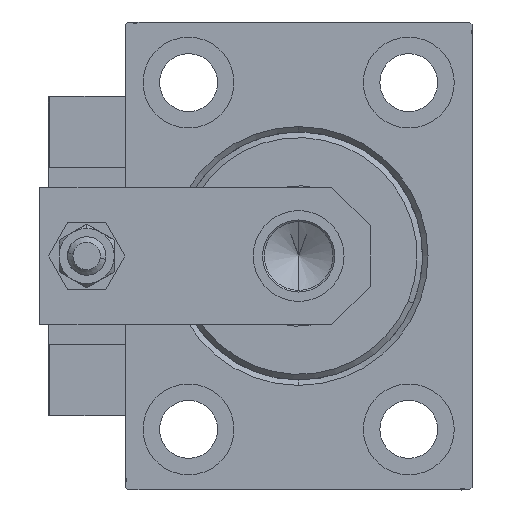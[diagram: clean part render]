
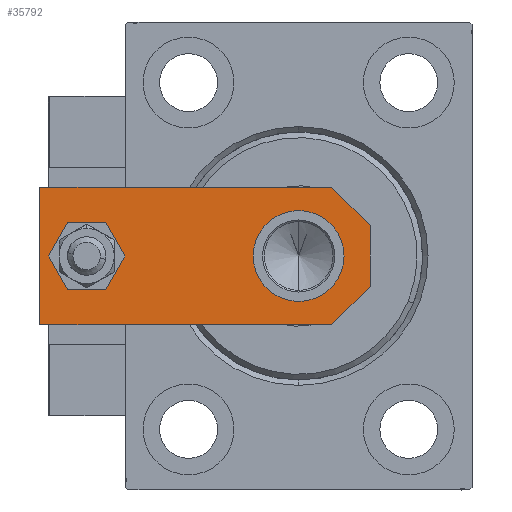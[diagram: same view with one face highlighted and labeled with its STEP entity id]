
A CAD part, left-side view. The second image highlights one B-rep face of the part: STEP entity #35792.
In plain terms, the highlighted face is planar.
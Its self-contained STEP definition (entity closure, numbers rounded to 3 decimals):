
#966 = AXIS2_PLACEMENT_3D ( 'NONE', #46592, #8141, #11241 ) ;
#1139 = CARTESIAN_POINT ( 'NONE',  ( 12.5, 0., 6. ) ) ;
#1198 = LINE ( 'NONE', #31720, #29493 ) ;
#1275 = VERTEX_POINT ( 'NONE', #47278 ) ;
#1513 = DIRECTION ( 'NONE',  ( 1., 0., 0. ) ) ;
#3929 = CARTESIAN_POINT ( 'NONE',  ( -5.5, 0., 6. ) ) ;
#4681 = EDGE_CURVE ( 'NONE', #46864, #21300, #25391, .T. ) ;
#4841 = AXIS2_PLACEMENT_3D ( 'NONE', #6645, #17745, #1513 ) ;
#5579 = DIRECTION ( 'NONE',  ( 0.707, -0.707, 0. ) ) ;
#5856 = VERTEX_POINT ( 'NONE', #30020 ) ;
#5986 = LINE ( 'NONE', #44196, #14887 ) ;
#6645 = CARTESIAN_POINT ( 'NONE',  ( 0., 51.5, 6. ) ) ;
#8141 = DIRECTION ( 'NONE',  ( 0., 0., 1. ) ) ;
#9159 = ORIENTED_EDGE ( 'NONE', *, *, #49477, .T. ) ;
#9373 = EDGE_CURVE ( 'NONE', #43685, #21847, #1198, .T. ) ;
#10548 = EDGE_LOOP ( 'NONE', ( #46494, #24074 ) ) ;
#11241 = DIRECTION ( 'NONE',  ( 1., 0., 0. ) ) ;
#11348 = DIRECTION ( 'NONE',  ( 1., 0., 0. ) ) ;
#11644 = CARTESIAN_POINT ( 'NONE',  ( 12.5, 7., 6. ) ) ;
#11939 = EDGE_CURVE ( 'NONE', #36996, #5856, #50148, .T. ) ;
#12214 = ORIENTED_EDGE ( 'NONE', *, *, #24970, .F. ) ;
#12604 = DIRECTION ( 'NONE',  ( 0., -1., 0. ) ) ;
#13254 = DIRECTION ( 'NONE',  ( 0., 1., 0. ) ) ;
#13658 = CARTESIAN_POINT ( 'NONE',  ( 0., 13., 6. ) ) ;
#13915 = DIRECTION ( 'NONE',  ( 0., 0., 1. ) ) ;
#14183 = AXIS2_PLACEMENT_3D ( 'NONE', #13658, #13915, #41790 ) ;
#14887 = VECTOR ( 'NONE', #24589, 1000. ) ;
#15105 = FACE_OUTER_BOUND ( 'NONE', #22547, .T. ) ;
#16482 = LINE ( 'NONE', #20351, #43498 ) ;
#17745 = DIRECTION ( 'NONE',  ( 0., 0., 1. ) ) ;
#17987 = CIRCLE ( 'NONE', #46840, 8.25 ) ;
#18674 = DIRECTION ( 'NONE',  ( 1., 0., 0. ) ) ;
#19535 = CARTESIAN_POINT ( 'NONE',  ( 0., 13., 6. ) ) ;
#20351 = CARTESIAN_POINT ( 'NONE',  ( -12.5, 60., 6. ) ) ;
#21300 = VERTEX_POINT ( 'NONE', #44790 ) ;
#21847 = VERTEX_POINT ( 'NONE', #3929 ) ;
#21906 = VERTEX_POINT ( 'NONE', #29106 ) ;
#22547 = EDGE_LOOP ( 'NONE', ( #26351, #26086, #9159, #37444, #23841, #47645 ) ) ;
#22645 = DIRECTION ( 'NONE',  ( 0., 0., 1. ) ) ;
#23000 = EDGE_CURVE ( 'NONE', #1275, #43685, #16482, .T. ) ;
#23113 = VERTEX_POINT ( 'NONE', #31639 ) ;
#23538 = EDGE_CURVE ( 'NONE', #21300, #1275, #33345, .T. ) ;
#23667 = VECTOR ( 'NONE', #13254, 1000. ) ;
#23841 = ORIENTED_EDGE ( 'NONE', *, *, #4681, .T. ) ;
#24074 = ORIENTED_EDGE ( 'NONE', *, *, #47177, .F. ) ;
#24170 = EDGE_CURVE ( 'NONE', #38498, #21906, #17987, .T. ) ;
#24589 = DIRECTION ( 'NONE',  ( 0.707, 0.707, 0. ) ) ;
#24970 = EDGE_CURVE ( 'NONE', #5856, #36996, #27095, .T. ) ;
#25366 = DIRECTION ( 'NONE',  ( -1., 0., 0. ) ) ;
#25391 = LINE ( 'NONE', #1139, #23667 ) ;
#25409 = VECTOR ( 'NONE', #25366, 1000. ) ;
#26086 = ORIENTED_EDGE ( 'NONE', *, *, #9373, .T. ) ;
#26257 = AXIS2_PLACEMENT_3D ( 'NONE', #30546, #50142, #18674 ) ;
#26351 = ORIENTED_EDGE ( 'NONE', *, *, #23000, .T. ) ;
#26658 = CARTESIAN_POINT ( 'NONE',  ( -8.25, 13., 6. ) ) ;
#26760 = DIRECTION ( 'NONE',  ( 1., 0., 0. ) ) ;
#27095 = CIRCLE ( 'NONE', #4841, 4. ) ;
#27994 = PLANE ( 'NONE',  #966 ) ;
#29106 = CARTESIAN_POINT ( 'NONE',  ( 8.25, 13., 6. ) ) ;
#29493 = VECTOR ( 'NONE', #5579, 1000. ) ;
#29523 = EDGE_CURVE ( 'NONE', #23113, #46864, #5986, .T. ) ;
#29988 = CARTESIAN_POINT ( 'NONE',  ( 12.5, 60., 6. ) ) ;
#30020 = CARTESIAN_POINT ( 'NONE',  ( 4., 51.5, 6. ) ) ;
#30546 = CARTESIAN_POINT ( 'NONE',  ( 0., 51.5, 6. ) ) ;
#30957 = CARTESIAN_POINT ( 'NONE',  ( -12.5, 0., 6. ) ) ;
#31639 = CARTESIAN_POINT ( 'NONE',  ( 5.5, 0., 6. ) ) ;
#31720 = CARTESIAN_POINT ( 'NONE',  ( -2.75, -2.75, 6. ) ) ;
#33345 = LINE ( 'NONE', #29988, #25409 ) ;
#35792 = ADVANCED_FACE ( 'NONE', ( #47595, #15105, #43497 ), #27994, .T. ) ;
#36996 = VERTEX_POINT ( 'NONE', #47919 ) ;
#37444 = ORIENTED_EDGE ( 'NONE', *, *, #29523, .T. ) ;
#38192 = LINE ( 'NONE', #30957, #40658 ) ;
#38498 = VERTEX_POINT ( 'NONE', #26658 ) ;
#38925 = CIRCLE ( 'NONE', #14183, 8.25 ) ;
#40658 = VECTOR ( 'NONE', #11348, 1000. ) ;
#41790 = DIRECTION ( 'NONE',  ( 1., 0., 0. ) ) ;
#43497 = FACE_BOUND ( 'NONE', #10548, .T. ) ;
#43498 = VECTOR ( 'NONE', #12604, 1000. ) ;
#43685 = VERTEX_POINT ( 'NONE', #49906 ) ;
#44196 = CARTESIAN_POINT ( 'NONE',  ( 2.75, -2.75, 6. ) ) ;
#44790 = CARTESIAN_POINT ( 'NONE',  ( 12.5, 60., 6. ) ) ;
#46120 = EDGE_LOOP ( 'NONE', ( #48085, #12214 ) ) ;
#46494 = ORIENTED_EDGE ( 'NONE', *, *, #24170, .F. ) ;
#46592 = CARTESIAN_POINT ( 'NONE',  ( 0., 0., 6. ) ) ;
#46840 = AXIS2_PLACEMENT_3D ( 'NONE', #19535, #22645, #26760 ) ;
#46864 = VERTEX_POINT ( 'NONE', #11644 ) ;
#47177 = EDGE_CURVE ( 'NONE', #21906, #38498, #38925, .T. ) ;
#47278 = CARTESIAN_POINT ( 'NONE',  ( -12.5, 60., 6. ) ) ;
#47595 = FACE_BOUND ( 'NONE', #46120, .T. ) ;
#47645 = ORIENTED_EDGE ( 'NONE', *, *, #23538, .T. ) ;
#47919 = CARTESIAN_POINT ( 'NONE',  ( -4., 51.5, 6. ) ) ;
#48085 = ORIENTED_EDGE ( 'NONE', *, *, #11939, .F. ) ;
#49477 = EDGE_CURVE ( 'NONE', #21847, #23113, #38192, .T. ) ;
#49906 = CARTESIAN_POINT ( 'NONE',  ( -12.5, 7., 6. ) ) ;
#50142 = DIRECTION ( 'NONE',  ( 0., 0., 1. ) ) ;
#50148 = CIRCLE ( 'NONE', #26257, 4. ) ;
